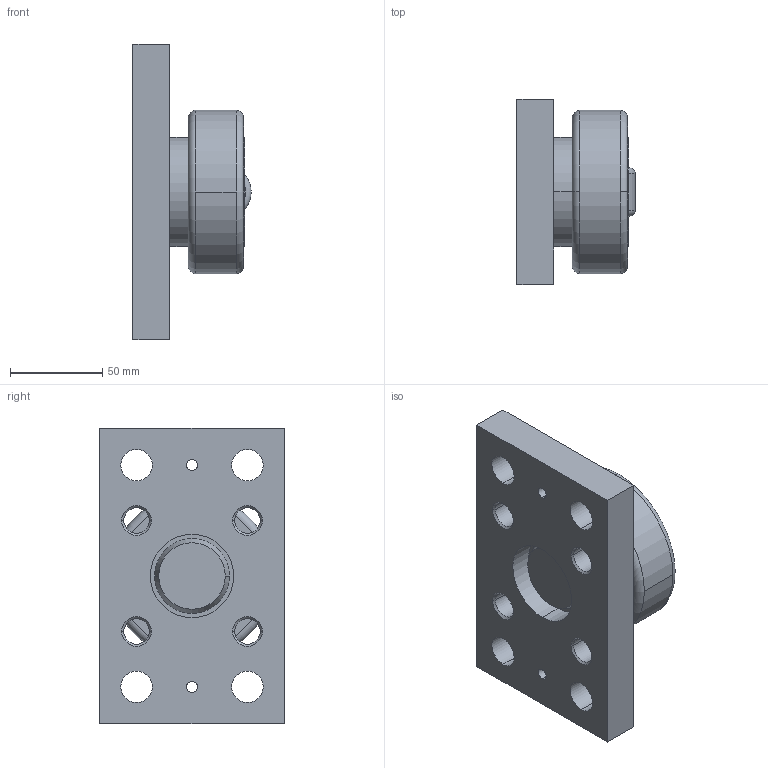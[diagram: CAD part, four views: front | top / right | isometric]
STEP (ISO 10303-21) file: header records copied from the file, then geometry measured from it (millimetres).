
FILE_DESCRIPTION(('STEP AP214'),'1');
FILE_NAME('4_458_AP_3_1.stp','2016-05-11T09:54:02',('TraceParts'),('TraceParts S.A.'),'Spatial InterOp 3D',' ',' ');
FILE_SCHEMA(('automotive_design'));
Length unit declared in the file: millimetre
Products named in the file (1): 1
Bounding box: 64 x 100 x 160 mm (x, y, z)
Volume: 486334.8 mm3; surface area: 66512.2 mm2
Topology: 1 solids, 1 shells, 79 faces, 194 edges, 123 vertices
Faces by surface type: cylinder 30, plane 23, cone 20, torus 6
Entity records: 2582 total; most frequent: CARTESIAN_POINT 581, DIRECTION 449, ORIENTED_EDGE 388, EDGE_CURVE 194, AXIS2_PLACEMENT_3D 183, VERTEX_POINT 123, EDGE_LOOP 105, CIRCLE 103
